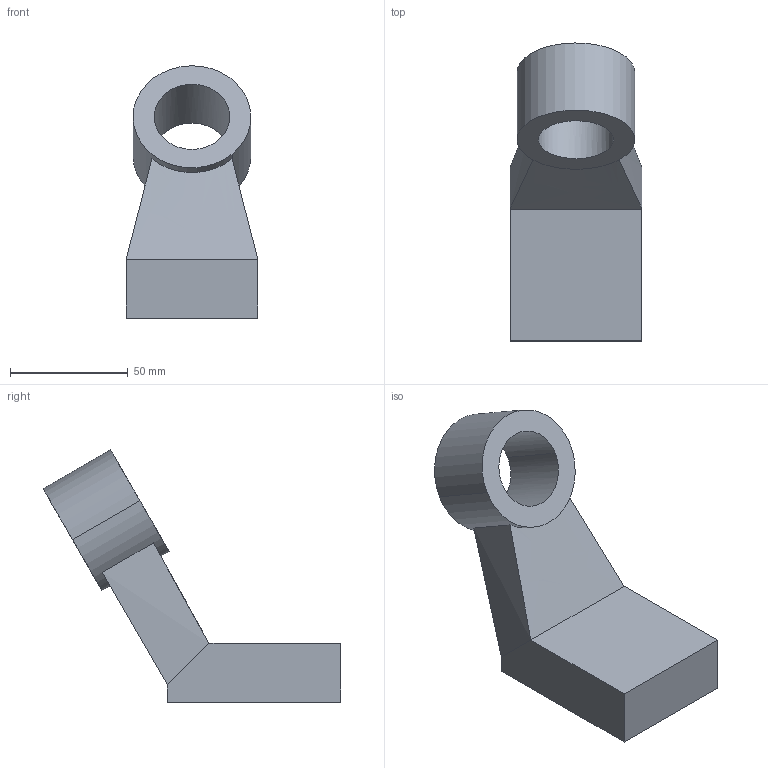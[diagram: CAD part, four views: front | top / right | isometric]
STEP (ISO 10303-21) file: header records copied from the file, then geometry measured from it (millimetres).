
FILE_DESCRIPTION(('STEP AP214'),'1');
FILE_NAME('model5.step','2018-07-11T09:20:55',('Cubit 15.2'),(' '),'Spatial InterOp 3D',' ',' ');
FILE_SCHEMA(('automotive_design'));
Length unit declared in the file: millimetre
Products named in the file (1): 1
Bounding box: 56 x 126.41 x 107.16 mm (x, y, z)
Volume: 186164.9 mm3; surface area: 29304.5 mm2
Topology: 1 solids, 1 shells, 16 faces, 45 edges, 31 vertices
Faces by surface type: plane 9, cylinder 4, bspline 3
Entity records: 622 total; most frequent: CARTESIAN_POINT 192, ORIENTED_EDGE 90, DIRECTION 79, EDGE_CURVE 45, VERTEX_POINT 31, LINE 29, VECTOR 29, AXIS2_PLACEMENT_3D 25
